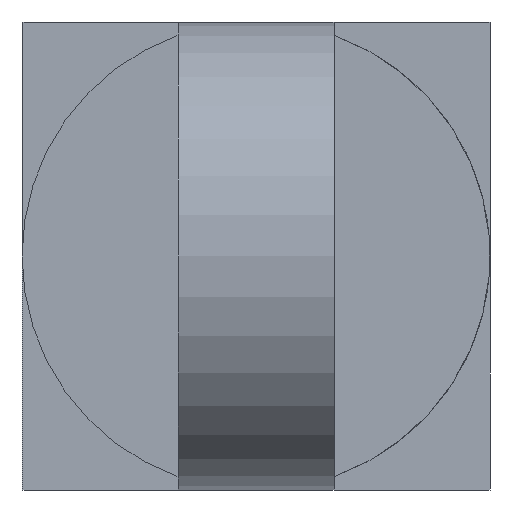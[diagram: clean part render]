
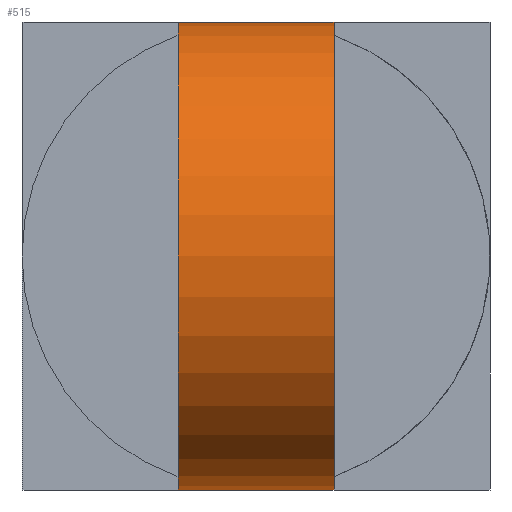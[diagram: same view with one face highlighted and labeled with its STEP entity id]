
A CAD part, front view. The second image highlights one B-rep face of the part: STEP entity #515.
In plain terms, the highlighted cylindrical face has radius 15 mm (diameter 30 mm), a partial arc.
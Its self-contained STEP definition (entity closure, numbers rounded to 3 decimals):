
#26=CYLINDRICAL_SURFACE('',#580,15.);
#53=FACE_OUTER_BOUND('',#88,.T.);
#88=EDGE_LOOP('',(#436,#437,#438,#439));
#133=LINE('',#871,#179);
#137=LINE('',#879,#183);
#179=VECTOR('',#716,10.);
#183=VECTOR('',#726,10.);
#203=CIRCLE('',#572,15.);
#207=CIRCLE('',#581,15.);
#245=VERTEX_POINT('',#854);
#246=VERTEX_POINT('',#855);
#251=VERTEX_POINT('',#870);
#252=VERTEX_POINT('',#877);
#305=EDGE_CURVE('',#245,#246,#203,.T.);
#313=EDGE_CURVE('',#251,#246,#133,.T.);
#318=EDGE_CURVE('',#245,#252,#137,.T.);
#319=EDGE_CURVE('',#251,#252,#207,.T.);
#436=ORIENTED_EDGE('',*,*,#318,.T.);
#437=ORIENTED_EDGE('',*,*,#319,.F.);
#438=ORIENTED_EDGE('',*,*,#313,.T.);
#439=ORIENTED_EDGE('',*,*,#305,.F.);
#515=ADVANCED_FACE('',(#53),#26,.T.);
#572=AXIS2_PLACEMENT_3D('',#856,#701,#702);
#580=AXIS2_PLACEMENT_3D('',#880,#727,#728);
#581=AXIS2_PLACEMENT_3D('',#881,#729,#730);
#701=DIRECTION('center_axis',(-1.,0.,0.));
#702=DIRECTION('ref_axis',(0.,0.,1.));
#716=DIRECTION('',(-1.,0.,0.));
#726=DIRECTION('',(1.,0.,0.));
#727=DIRECTION('center_axis',(1.,0.,0.));
#728=DIRECTION('ref_axis',(0.,0.,1.));
#729=DIRECTION('center_axis',(1.,0.,0.));
#730=DIRECTION('ref_axis',(0.,0.,1.));
#854=CARTESIAN_POINT('',(-5.,-219.43,-15.));
#855=CARTESIAN_POINT('',(-5.,-219.43,15.));
#856=CARTESIAN_POINT('Origin',(-5.,-219.43,0.));
#870=CARTESIAN_POINT('',(5.,-219.43,15.));
#871=CARTESIAN_POINT('',(0.,-219.43,15.));
#877=CARTESIAN_POINT('',(5.,-219.43,-15.));
#879=CARTESIAN_POINT('',(0.,-219.43,-15.));
#880=CARTESIAN_POINT('Origin',(0.,-219.43,0.));
#881=CARTESIAN_POINT('Origin',(5.,-219.43,0.));
